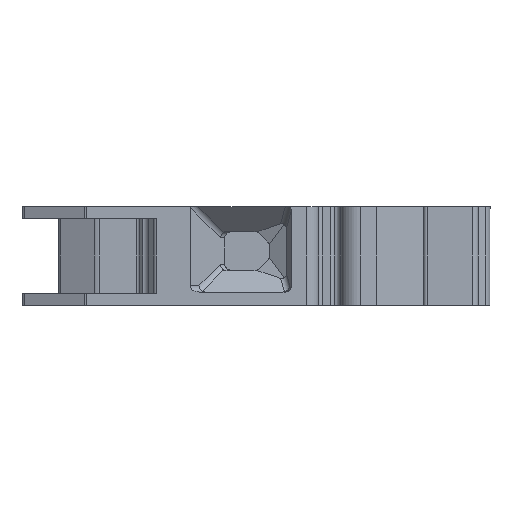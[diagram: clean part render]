
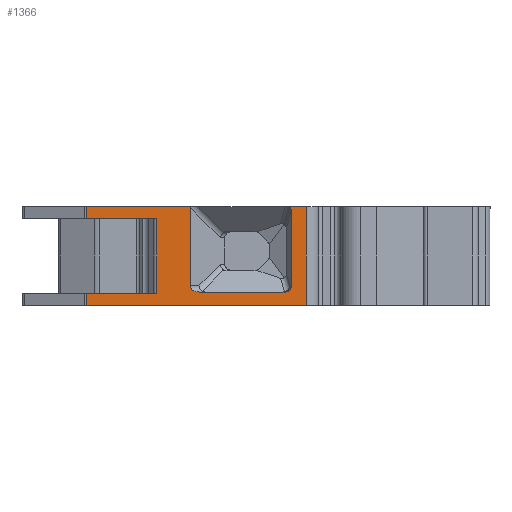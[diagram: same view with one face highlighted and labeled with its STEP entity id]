
A CAD part, left-side view. The second image highlights one B-rep face of the part: STEP entity #1366.
In plain terms, the highlighted planar face has unit normal (-1, 0, 0).
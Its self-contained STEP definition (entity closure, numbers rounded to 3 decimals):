
#260=ELLIPSE('',#5663,0.72,0.5);
#261=ELLIPSE('',#5664,0.518,0.5);
#262=ELLIPSE('',#5665,0.707,0.5);
#263=ELLIPSE('',#5666,0.866,0.5);
#338=LINE('',#7662,#858);
#340=LINE('',#7670,#860);
#445=LINE('',#8088,#965);
#544=LINE('',#8467,#1064);
#545=LINE('',#8469,#1065);
#557=LINE('',#8513,#1077);
#558=LINE('',#8517,#1078);
#559=LINE('',#8521,#1079);
#560=LINE('',#8525,#1080);
#561=LINE('',#8528,#1081);
#562=LINE('',#8529,#1082);
#563=LINE('',#8530,#1083);
#858=VECTOR('',#6042,1.);
#860=VECTOR('',#6048,1.);
#965=VECTOR('',#6353,1.);
#1064=VECTOR('',#6646,1.);
#1065=VECTOR('',#6649,1.);
#1077=VECTOR('',#6691,1.);
#1078=VECTOR('',#6696,1.);
#1079=VECTOR('',#6699,1.);
#1080=VECTOR('',#6702,1.);
#1081=VECTOR('',#6705,1.);
#1082=VECTOR('',#6706,1.);
#1083=VECTOR('',#6707,1.);
#1366=ADVANCED_FACE('',(#1769),#1628,.F.);
#1628=PLANE('',#5667);
#1769=FACE_OUTER_BOUND('',#2049,.T.);
#2049=EDGE_LOOP('',(#2817,#2818,#2819,#2820,#2821,#2822,#2823,#2824,#2825,
#2826,#2827,#2828,#2829,#2830,#2831,#2832));
#2817=ORIENTED_EDGE('',*,*,#4472,.F.);
#2818=ORIENTED_EDGE('',*,*,#4893,.T.);
#2819=ORIENTED_EDGE('',*,*,#4894,.T.);
#2820=ORIENTED_EDGE('',*,*,#4895,.T.);
#2821=ORIENTED_EDGE('',*,*,#4896,.T.);
#2822=ORIENTED_EDGE('',*,*,#4897,.T.);
#2823=ORIENTED_EDGE('',*,*,#4898,.T.);
#2824=ORIENTED_EDGE('',*,*,#4899,.T.);
#2825=ORIENTED_EDGE('',*,*,#4468,.F.);
#2826=ORIENTED_EDGE('',*,*,#4900,.T.);
#2827=ORIENTED_EDGE('',*,*,#4869,.T.);
#2828=ORIENTED_EDGE('',*,*,#4901,.T.);
#2829=ORIENTED_EDGE('',*,*,#4870,.F.);
#2830=ORIENTED_EDGE('',*,*,#4892,.T.);
#2831=ORIENTED_EDGE('',*,*,#4676,.T.);
#2832=ORIENTED_EDGE('',*,*,#4902,.F.);
#3932=VERTEX_POINT('',#7661);
#3933=VERTEX_POINT('',#7663);
#3936=VERTEX_POINT('',#7669);
#3937=VERTEX_POINT('',#7671);
#4137=VERTEX_POINT('',#8087);
#4138=VERTEX_POINT('',#8089);
#4304=VERTEX_POINT('',#8433);
#4320=VERTEX_POINT('',#8466);
#4321=VERTEX_POINT('',#8470);
#4322=VERTEX_POINT('',#8471);
#4338=VERTEX_POINT('',#8516);
#4339=VERTEX_POINT('',#8518);
#4340=VERTEX_POINT('',#8520);
#4341=VERTEX_POINT('',#8522);
#4342=VERTEX_POINT('',#8524);
#4343=VERTEX_POINT('',#8526);
#4468=EDGE_CURVE('',#3932,#3933,#338,.T.);
#4472=EDGE_CURVE('',#3936,#3937,#340,.T.);
#4676=EDGE_CURVE('',#4138,#4137,#445,.T.);
#4869=EDGE_CURVE('',#4304,#4320,#544,.T.);
#4870=EDGE_CURVE('',#4321,#4322,#545,.T.);
#4892=EDGE_CURVE('',#4321,#4138,#557,.T.);
#4893=EDGE_CURVE('',#3936,#4338,#260,.T.);
#4894=EDGE_CURVE('',#4338,#4339,#558,.T.);
#4895=EDGE_CURVE('',#4339,#4340,#261,.T.);
#4896=EDGE_CURVE('',#4340,#4341,#559,.T.);
#4897=EDGE_CURVE('',#4341,#4342,#262,.T.);
#4898=EDGE_CURVE('',#4342,#4343,#560,.T.);
#4899=EDGE_CURVE('',#4343,#3933,#263,.T.);
#4900=EDGE_CURVE('',#3932,#4304,#561,.T.);
#4901=EDGE_CURVE('',#4320,#4322,#562,.T.);
#4902=EDGE_CURVE('',#3937,#4137,#563,.T.);
#5663=AXIS2_PLACEMENT_3D('',#8515,#6694,#6695);
#5664=AXIS2_PLACEMENT_3D('',#8519,#6697,#6698);
#5665=AXIS2_PLACEMENT_3D('',#8523,#6700,#6701);
#5666=AXIS2_PLACEMENT_3D('',#8527,#6703,#6704);
#5667=AXIS2_PLACEMENT_3D('',#8531,#6708,#6709);
#6042=DIRECTION('',(0.,-1.,0.));
#6048=DIRECTION('',(0.,-1.,0.));
#6353=DIRECTION('',(0.,-1.,0.));
#6646=DIRECTION('',(0.,-1.,0.));
#6649=DIRECTION('',(0.,-1.,0.));
#6691=DIRECTION('',(0.,0.,-1.));
#6694=DIRECTION('',(1.,0.,0.));
#6695=DIRECTION('',(0.,-0.259,0.966));
#6696=DIRECTION('',(0.,0.,-1.));
#6697=DIRECTION('',(1.,0.,0.));
#6698=DIRECTION('',(0.,-1.,0.));
#6699=DIRECTION('',(0.,1.,0.));
#6700=DIRECTION('',(1.,0.,0.));
#6701=DIRECTION('',(0.,-1.,0.));
#6702=DIRECTION('',(0.,0.,1.));
#6703=DIRECTION('',(1.,0.,0.));
#6704=DIRECTION('',(0.,0.707,0.707));
#6705=DIRECTION('',(0.,0.,-1.));
#6706=DIRECTION('',(0.,0.,-1.));
#6707=DIRECTION('',(0.,0.,-1.));
#6708=DIRECTION('',(1.,0.,0.));
#6709=DIRECTION('',(0.,0.,-1.));
#7661=CARTESIAN_POINT('',(-24.,-100.78,8.1));
#7662=CARTESIAN_POINT('',(-24.,-100.78,8.1));
#7663=CARTESIAN_POINT('',(-24.,-109.333,8.1));
#7669=CARTESIAN_POINT('',(-24.,-117.523,8.1));
#7670=CARTESIAN_POINT('',(-24.,-100.78,8.1));
#7671=CARTESIAN_POINT('',(-24.,-118.822,8.1));
#8087=CARTESIAN_POINT('',(-24.,-118.822,0.));
#8088=CARTESIAN_POINT('',(-24.,-100.78,0.));
#8089=CARTESIAN_POINT('',(-24.,-100.78,0.));
#8433=CARTESIAN_POINT('',(-24.,-100.78,7.1));
#8466=CARTESIAN_POINT('',(-24.,-106.57,7.1));
#8467=CARTESIAN_POINT('',(-24.,-100.78,7.1));
#8469=CARTESIAN_POINT('',(-24.,-100.78,1.));
#8470=CARTESIAN_POINT('',(-24.,-100.78,1.));
#8471=CARTESIAN_POINT('',(-24.,-106.57,1.));
#8513=CARTESIAN_POINT('',(-24.,-100.78,8.1));
#8515=CARTESIAN_POINT('',(-24.,-117.073,7.643));
#8516=CARTESIAN_POINT('',(-24.,-117.591,7.772));
#8517=CARTESIAN_POINT('',(-24.,-117.591,4.45));
#8518=CARTESIAN_POINT('',(-24.,-117.591,1.6));
#8519=CARTESIAN_POINT('',(-24.,-117.073,1.6));
#8520=CARTESIAN_POINT('',(-24.,-117.073,1.1));
#8521=CARTESIAN_POINT('',(-24.,-113.157,1.1));
#8522=CARTESIAN_POINT('',(-24.,-110.029,1.1));
#8523=CARTESIAN_POINT('',(-24.,-110.029,1.6));
#8524=CARTESIAN_POINT('',(-24.,-109.322,1.6));
#8525=CARTESIAN_POINT('',(-24.,-109.322,4.45));
#8526=CARTESIAN_POINT('',(-24.,-109.322,7.996));
#8527=CARTESIAN_POINT('',(-24.,-110.029,7.643));
#8528=CARTESIAN_POINT('',(-24.,-100.78,8.1));
#8529=CARTESIAN_POINT('',(-24.,-106.57,7.1));
#8530=CARTESIAN_POINT('',(-24.,-118.822,8.1));
#8531=CARTESIAN_POINT('',(-24.,-100.78,8.1));
